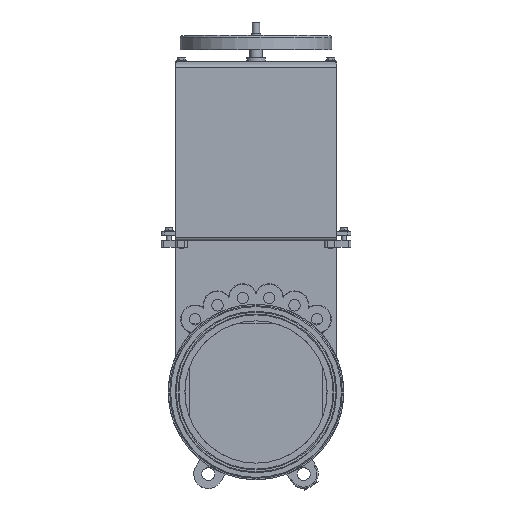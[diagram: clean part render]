
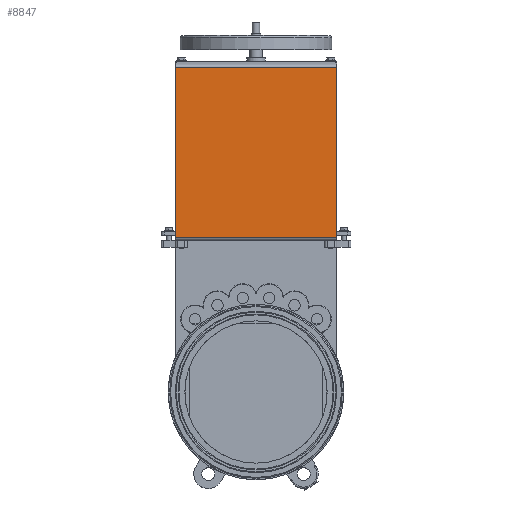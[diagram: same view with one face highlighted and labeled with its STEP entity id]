
A CAD part, top view. The second image highlights one B-rep face of the part: STEP entity #8847.
In plain terms, the highlighted face is planar.
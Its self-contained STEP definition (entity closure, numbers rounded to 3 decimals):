
#1422=FACE_OUTER_BOUND('',#1982,.T.);
#1982=EDGE_LOOP('',(#7580,#7581,#7582,#7583));
#2590=LINE('',#16702,#3229);
#2606=LINE('',#16743,#3245);
#2621=LINE('',#16778,#3260);
#2623=LINE('',#16781,#3262);
#3229=VECTOR('',#12017,10.);
#3245=VECTOR('',#12059,10.);
#3260=VECTOR('',#12098,10.);
#3262=VECTOR('',#12102,10.);
#4010=VERTEX_POINT('',#16699);
#4011=VERTEX_POINT('',#16701);
#4022=VERTEX_POINT('',#16740);
#4023=VERTEX_POINT('',#16742);
#5184=EDGE_CURVE('',#4011,#4010,#2590,.T.);
#5204=EDGE_CURVE('',#4023,#4022,#2606,.T.);
#5222=EDGE_CURVE('',#4022,#4011,#2621,.T.);
#5224=EDGE_CURVE('',#4010,#4023,#2623,.T.);
#7580=ORIENTED_EDGE('',*,*,#5184,.T.);
#7581=ORIENTED_EDGE('',*,*,#5224,.T.);
#7582=ORIENTED_EDGE('',*,*,#5204,.T.);
#7583=ORIENTED_EDGE('',*,*,#5222,.T.);
#7959=PLANE('',#9872);
#8847=ADVANCED_FACE('',(#1422),#7959,.F.);
#9872=AXIS2_PLACEMENT_3D('',#16780,#12100,#12101);
#12017=DIRECTION('',(1.,0.,0.));
#12059=DIRECTION('',(-1.,0.,0.));
#12098=DIRECTION('',(0.,0.,-1.));
#12100=DIRECTION('center_axis',(0.,1.,0.));
#12101=DIRECTION('ref_axis',(0.,0.,1.));
#12102=DIRECTION('',(0.,0.,1.));
#16699=CARTESIAN_POINT('',(170.,0.,-179.5));
#16701=CARTESIAN_POINT('',(-170.,0.,-179.5));
#16702=CARTESIAN_POINT('',(-85.,0.,-179.5));
#16740=CARTESIAN_POINT('',(-170.,0.,179.5));
#16742=CARTESIAN_POINT('',(170.,0.,179.5));
#16743=CARTESIAN_POINT('',(85.,0.,179.5));
#16778=CARTESIAN_POINT('',(-170.,0.,185.5));
#16780=CARTESIAN_POINT('Origin',(0.,0.,0.));
#16781=CARTESIAN_POINT('',(170.,0.,-185.5));
